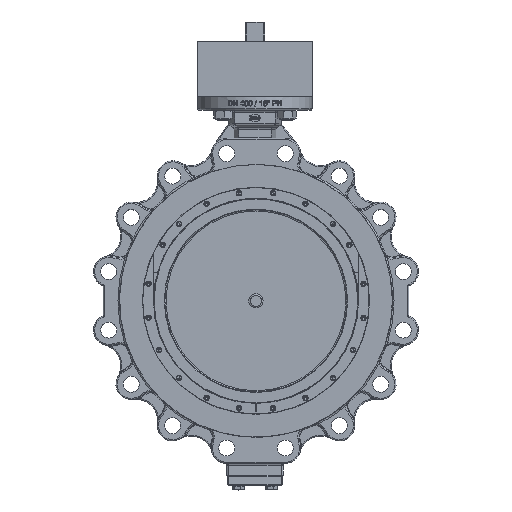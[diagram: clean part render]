
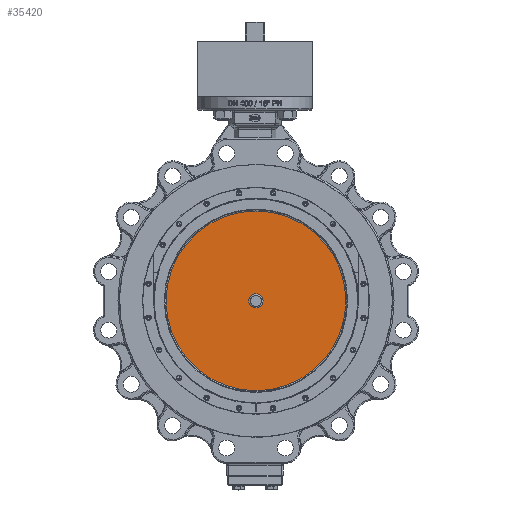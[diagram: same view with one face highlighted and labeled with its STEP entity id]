
A CAD part, top view. The second image highlights one B-rep face of the part: STEP entity #35420.
In plain terms, the highlighted planar face has unit normal (-0.002, 0, 1).
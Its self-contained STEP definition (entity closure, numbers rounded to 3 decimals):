
#5791=PLANE('',#39070);
#6582=FACE_BOUND('',#11223,.T.);
#8640=FACE_OUTER_BOUND('',#11222,.T.);
#11222=EDGE_LOOP('',(#29676));
#11223=EDGE_LOOP('',(#29677));
#13466=CIRCLE('',#39069,164.757);
#13467=CIRCLE('',#39071,13.);
#16390=VERTEX_POINT('',#84831);
#16391=VERTEX_POINT('',#84834);
#20933=EDGE_CURVE('',#16390,#16390,#13466,.T.);
#20934=EDGE_CURVE('',#16391,#16391,#13467,.T.);
#29676=ORIENTED_EDGE('',*,*,#20933,.T.);
#29677=ORIENTED_EDGE('',*,*,#20934,.F.);
#35420=ADVANCED_FACE('',(#8640,#6582),#5791,.T.);
#39069=AXIS2_PLACEMENT_3D('',#84832,#47838,#47839);
#39070=AXIS2_PLACEMENT_3D('',#84833,#47840,#47841);
#39071=AXIS2_PLACEMENT_3D('',#84835,#47842,#47843);
#47838=DIRECTION('center_axis',(-0.002,0.,
1.));
#47839=DIRECTION('ref_axis',(-1.,0.,-0.002));
#47840=DIRECTION('center_axis',(-0.002,0.,
1.));
#47841=DIRECTION('ref_axis',(0.,1.,0.));
#47842=DIRECTION('center_axis',(-0.002,0.,
1.));
#47843=DIRECTION('ref_axis',(-1.,0.,-0.002));
#84831=CARTESIAN_POINT('',(-164.859,0.,50.674));
#84832=CARTESIAN_POINT('Origin',(-0.102,0.,
51.004));
#84833=CARTESIAN_POINT('Origin',(-88.98,0.,
50.826));
#84834=CARTESIAN_POINT('',(-13.102,0.,50.978));
#84835=CARTESIAN_POINT('Origin',(-0.102,0.,
51.004));
